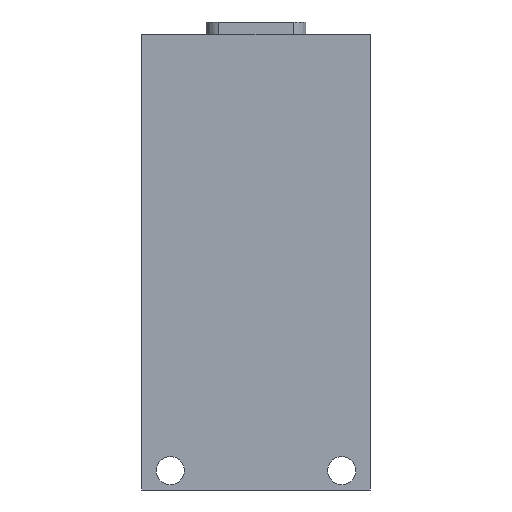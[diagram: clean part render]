
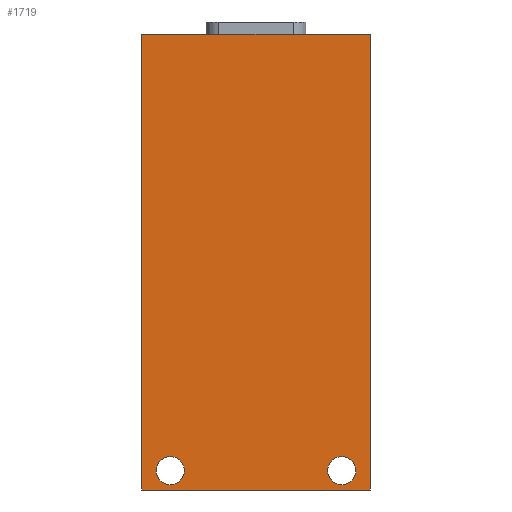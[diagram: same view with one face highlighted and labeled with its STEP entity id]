
A CAD part, front view. The second image highlights one B-rep face of the part: STEP entity #1719.
In plain terms, the highlighted planar face has unit normal (0, -1, 0).
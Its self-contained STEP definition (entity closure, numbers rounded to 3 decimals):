
#37=FACE_BOUND('',#199,.T.);
#38=FACE_BOUND('',#200,.T.);
#42=CIRCLE('',#1856,1.125);
#43=CIRCLE('',#1858,1.125);
#85=FACE_OUTER_BOUND('',#198,.T.);
#198=EDGE_LOOP('',(#1209,#1210,#1211,#1212));
#199=EDGE_LOOP('',(#1213));
#200=EDGE_LOOP('',(#1214));
#328=LINE('',#2511,#550);
#330=LINE('',#2515,#552);
#332=LINE('',#2519,#554);
#334=LINE('',#2522,#556);
#550=VECTOR('',#2032,10.);
#552=VECTOR('',#2036,10.);
#554=VECTOR('',#2040,10.);
#556=VECTOR('',#2044,10.);
#763=VERTEX_POINT('',#2500);
#764=VERTEX_POINT('',#2504);
#765=VERTEX_POINT('',#2508);
#766=VERTEX_POINT('',#2510);
#767=VERTEX_POINT('',#2514);
#768=VERTEX_POINT('',#2518);
#927=EDGE_CURVE('',#763,#763,#42,.T.);
#929=EDGE_CURVE('',#764,#764,#43,.T.);
#932=EDGE_CURVE('',#766,#765,#328,.T.);
#934=EDGE_CURVE('',#767,#766,#330,.T.);
#936=EDGE_CURVE('',#768,#767,#332,.T.);
#938=EDGE_CURVE('',#765,#768,#334,.T.);
#1209=ORIENTED_EDGE('',*,*,#938,.T.);
#1210=ORIENTED_EDGE('',*,*,#936,.T.);
#1211=ORIENTED_EDGE('',*,*,#934,.T.);
#1212=ORIENTED_EDGE('',*,*,#932,.T.);
#1213=ORIENTED_EDGE('',*,*,#929,.T.);
#1214=ORIENTED_EDGE('',*,*,#927,.T.);
#1612=PLANE('',#1863);
#1719=ADVANCED_FACE('',(#85,#37,#38),#1612,.F.);
#1856=AXIS2_PLACEMENT_3D('',#2501,#2021,#2022);
#1858=AXIS2_PLACEMENT_3D('',#2505,#2026,#2027);
#1863=AXIS2_PLACEMENT_3D('',#2523,#2045,#2046);
#2021=DIRECTION('center_axis',(0.,1.,0.));
#2022=DIRECTION('ref_axis',(1.,0.,0.));
#2026=DIRECTION('center_axis',(0.,1.,0.));
#2027=DIRECTION('ref_axis',(1.,0.,0.));
#2032=DIRECTION('',(-1.,0.,0.));
#2036=DIRECTION('',(0.,0.,1.));
#2040=DIRECTION('',(1.,0.,0.));
#2044=DIRECTION('',(0.,0.,-1.));
#2045=DIRECTION('center_axis',(0.,1.,0.));
#2046=DIRECTION('ref_axis',(1.,0.,0.));
#2500=CARTESIAN_POINT('',(5.75,-1.5,-16.7));
#2501=CARTESIAN_POINT('Origin',(6.875,-1.5,-16.7));
#2504=CARTESIAN_POINT('',(-8.,-1.5,-16.7));
#2505=CARTESIAN_POINT('Origin',(-6.875,-1.5,-16.7));
#2508=CARTESIAN_POINT('',(-9.15,-1.5,18.25));
#2510=CARTESIAN_POINT('',(9.15,-1.5,18.25));
#2511=CARTESIAN_POINT('',(-9.15,-1.5,18.25));
#2514=CARTESIAN_POINT('',(9.15,-1.5,-18.25));
#2515=CARTESIAN_POINT('',(9.15,-1.5,18.25));
#2518=CARTESIAN_POINT('',(-9.15,-1.5,-18.25));
#2519=CARTESIAN_POINT('',(9.15,-1.5,-18.25));
#2522=CARTESIAN_POINT('',(-9.15,-1.5,-18.25));
#2523=CARTESIAN_POINT('Origin',(0.,-1.5,0.));
